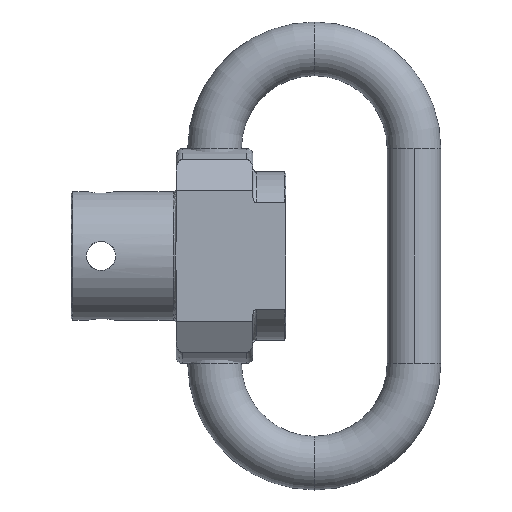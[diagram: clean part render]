
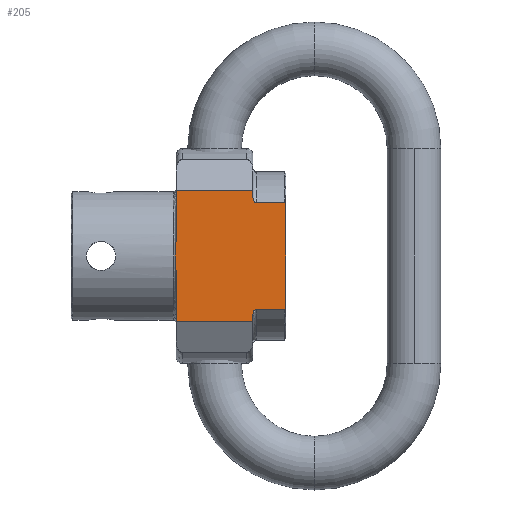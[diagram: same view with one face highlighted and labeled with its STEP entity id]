
A CAD part, front view. The second image highlights one B-rep face of the part: STEP entity #205.
In plain terms, the highlighted planar face has unit normal (0, -1, 0).
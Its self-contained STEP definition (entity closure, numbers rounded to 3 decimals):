
#205=ADVANCED_FACE('',(#434),#435,.T.);
#434=FACE_OUTER_BOUND('',#684,.T.);
#435=PLANE('',#685);
#684=EDGE_LOOP('',(#1238,#1239,#1240,#1241,#1242,#1243,#1244,#1245,#1246,#1247,#1248,#1249,#1250,#1251));
#685=AXIS2_PLACEMENT_3D('',#1252,#1253,#1254);
#1238=ORIENTED_EDGE('',*,*,#1691,.F.);
#1239=ORIENTED_EDGE('',*,*,#1663,.F.);
#1240=ORIENTED_EDGE('',*,*,#1640,.T.);
#1241=ORIENTED_EDGE('',*,*,#1643,.F.);
#1242=ORIENTED_EDGE('',*,*,#1482,.F.);
#1243=ORIENTED_EDGE('',*,*,#1692,.T.);
#1244=ORIENTED_EDGE('',*,*,#1632,.F.);
#1245=ORIENTED_EDGE('',*,*,#1491,.F.);
#1246=ORIENTED_EDGE('',*,*,#1487,.T.);
#1247=ORIENTED_EDGE('',*,*,#1685,.F.);
#1248=ORIENTED_EDGE('',*,*,#1693,.T.);
#1249=ORIENTED_EDGE('',*,*,#1676,.F.);
#1250=ORIENTED_EDGE('',*,*,#1636,.T.);
#1251=ORIENTED_EDGE('',*,*,#1655,.F.);
#1252=CARTESIAN_POINT('',(14.0,-4.25,-5.562));
#1253=DIRECTION('',(0.0,-1.0,0.0));
#1254=DIRECTION('',(0.0,0.0,-1.0));
#1482=EDGE_CURVE('',#1762,#1764,#1765,.T.);
#1487=EDGE_CURVE('',#1773,#1771,#1774,.T.);
#1491=EDGE_CURVE('',#1773,#1779,#1780,.T.);
#1632=EDGE_CURVE('',#1779,#1994,#1995,.T.);
#1636=EDGE_CURVE('',#2000,#1998,#2001,.T.);
#1640=EDGE_CURVE('',#2006,#2004,#2007,.T.);
#1643=EDGE_CURVE('',#1764,#2004,#2010,.T.);
#1655=EDGE_CURVE('',#2024,#1998,#2026,.T.);
#1663=EDGE_CURVE('',#2006,#2033,#2038,.T.);
#1676=EDGE_CURVE('',#2000,#2056,#2057,.T.);
#1685=EDGE_CURVE('',#2067,#1771,#2069,.T.);
#1691=EDGE_CURVE('',#2033,#2024,#2075,.T.);
#1692=EDGE_CURVE('',#1762,#1994,#2076,.T.);
#1693=EDGE_CURVE('',#2067,#2056,#2077,.T.);
#1762=VERTEX_POINT('',#2167);
#1764=VERTEX_POINT('',#2169);
#1765=B_SPLINE_CURVE_WITH_KNOTS('',3,(#2170,#2171,#2172,#2173),.UNSPECIFIED.,.F.,.F.,(4,4),(0.018,0.018),.UNSPECIFIED.);
#1771=VERTEX_POINT('',#2179);
#1773=VERTEX_POINT('',#2181);
#1774=B_SPLINE_CURVE_WITH_KNOTS('',3,(#2182,#2183,#2184,#2185,#2186,#2187,#2188,#2189,#2190,#2191),.UNSPECIFIED.,.F.,.F.,(4,2,2,2,4),(-0.075,-0.068,-0.06,-0.05,-0.037),.UNSPECIFIED.);
#1779=VERTEX_POINT('',#2197);
#1780=LINE('',#2198,#2199);
#1994=VERTEX_POINT('',#2926);
#1995=B_SPLINE_CURVE_WITH_KNOTS('',3,(#2927,#2928,#2929,#2930),.UNSPECIFIED.,.F.,.F.,(4,4),(0.01,0.01),.UNSPECIFIED.);
#1998=VERTEX_POINT('',#2933);
#2000=VERTEX_POINT('',#2935);
#2001=B_SPLINE_CURVE_WITH_KNOTS('',3,(#2936,#2937,#2938,#2939,#2940,#2941,#2942,#2943,#2944,#2945,#2946),.UNSPECIFIED.,.F.,.F.,(4,2,3,2,4),(0.585,0.62,0.692,0.764,0.799),.UNSPECIFIED.);
#2004=VERTEX_POINT('',#2949);
#2006=VERTEX_POINT('',#2951);
#2007=B_SPLINE_CURVE_WITH_KNOTS('',3,(#2952,#2953,#2954,#2955,#2956,#2957,#2958,#2959,#2960,#2961),.UNSPECIFIED.,.F.,.F.,(4,2,2,2,4),(-0.113,-0.1,-0.089,-0.081,-0.075),.UNSPECIFIED.);
#2010=LINE('',#2964,#2965);
#2024=VERTEX_POINT('',#2998);
#2026=LINE('',#3001,#3002);
#2033=VERTEX_POINT('',#3011);
#2038=LINE('',#3019,#3020);
#2056=VERTEX_POINT('',#3065);
#2057=LINE('',#3066,#3067);
#2067=VERTEX_POINT('',#3080);
#2069=LINE('',#3083,#3084);
#2075=LINE('',#3100,#3101);
#2076=LINE('',#3102,#3103);
#2077=LINE('',#3104,#3105);
#2167=CARTESIAN_POINT('',(14.0,-4.25,-3.331));
#2169=CARTESIAN_POINT('',(13.9,-4.25,-3.491));
#2170=CARTESIAN_POINT('',(14.0,-4.25,-3.331));
#2171=CARTESIAN_POINT('',(13.967,-4.25,-3.385));
#2172=CARTESIAN_POINT('',(13.934,-4.25,-3.438));
#2173=CARTESIAN_POINT('',(13.9,-4.25,-3.491));
#2179=CARTESIAN_POINT('',(11.85,-4.25,3.798));
#2181=CARTESIAN_POINT('',(12.05,-4.25,3.491));
#2182=CARTESIAN_POINT('',(12.05,-4.25,3.491));
#2183=CARTESIAN_POINT('',(12.029,-4.25,3.491));
#2184=CARTESIAN_POINT('',(12.004,-4.25,3.498));
#2185=CARTESIAN_POINT('',(11.961,-4.25,3.521));
#2186=CARTESIAN_POINT('',(11.937,-4.25,3.543));
#2187=CARTESIAN_POINT('',(11.899,-4.25,3.593));
#2188=CARTESIAN_POINT('',(11.881,-4.25,3.632));
#2189=CARTESIAN_POINT('',(11.857,-4.25,3.706));
#2190=CARTESIAN_POINT('',(11.85,-4.25,3.756));
#2191=CARTESIAN_POINT('',(11.85,-4.25,3.798));
#2197=CARTESIAN_POINT('',(13.9,-4.25,3.491));
#2198=CARTESIAN_POINT('',(14.0,-4.25,3.491));
#2199=VECTOR('',#3213,1000.0);
#2926=CARTESIAN_POINT('',(14.0,-4.25,3.331));
#2927=CARTESIAN_POINT('',(13.9,-4.25,3.491));
#2928=CARTESIAN_POINT('',(13.934,-4.25,3.438));
#2929=CARTESIAN_POINT('',(13.967,-4.25,3.385));
#2930=CARTESIAN_POINT('',(14.0,-4.25,3.331));
#2933=CARTESIAN_POINT('',(6.85,-4.25,-1.139));
#2935=CARTESIAN_POINT('',(6.85,-4.25,1.139));
#2936=CARTESIAN_POINT('',(6.85,-4.25,1.139));
#2937=CARTESIAN_POINT('',(6.85,-4.25,1.021));
#2938=CARTESIAN_POINT('',(6.842,-4.25,0.879));
#2939=CARTESIAN_POINT('',(6.813,-4.25,0.524));
#2940=CARTESIAN_POINT('',(6.782,-4.25,0.239));
#2941=CARTESIAN_POINT('',(6.782,-4.25,0.0));
#2942=CARTESIAN_POINT('',(6.782,-4.25,-0.239));
#2943=CARTESIAN_POINT('',(6.813,-4.25,-0.524));
#2944=CARTESIAN_POINT('',(6.842,-4.25,-0.879));
#2945=CARTESIAN_POINT('',(6.85,-4.25,-1.021));
#2946=CARTESIAN_POINT('',(6.85,-4.25,-1.139));
#2949=CARTESIAN_POINT('',(12.05,-4.25,-3.491));
#2951=CARTESIAN_POINT('',(11.85,-4.25,-3.798));
#2952=CARTESIAN_POINT('',(11.85,-4.25,-3.798));
#2953=CARTESIAN_POINT('',(11.85,-4.25,-3.756));
#2954=CARTESIAN_POINT('',(11.857,-4.25,-3.706));
#2955=CARTESIAN_POINT('',(11.881,-4.25,-3.632));
#2956=CARTESIAN_POINT('',(11.899,-4.25,-3.593));
#2957=CARTESIAN_POINT('',(11.937,-4.25,-3.543));
#2958=CARTESIAN_POINT('',(11.961,-4.25,-3.521));
#2959=CARTESIAN_POINT('',(12.004,-4.25,-3.498));
#2960=CARTESIAN_POINT('',(12.029,-4.25,-3.491));
#2961=CARTESIAN_POINT('',(12.05,-4.25,-3.491));
#2964=CARTESIAN_POINT('',(14.0,-4.25,-3.491));
#2965=VECTOR('',#3395,1000.0);
#2998=CARTESIAN_POINT('',(6.85,-4.25,-4.278));
#3001=CARTESIAN_POINT('',(6.85,-4.25,0.0));
#3002=VECTOR('',#3407,1000.0);
#3011=CARTESIAN_POINT('',(11.85,-4.25,-4.278));
#3019=CARTESIAN_POINT('',(11.85,-4.25,0.0));
#3020=VECTOR('',#3416,1000.0);
#3065=CARTESIAN_POINT('',(6.85,-4.25,4.278));
#3066=CARTESIAN_POINT('',(6.85,-4.25,0.0));
#3067=VECTOR('',#3423,1000.0);
#3080=CARTESIAN_POINT('',(11.85,-4.25,4.278));
#3083=CARTESIAN_POINT('',(11.85,-4.25,0.0));
#3084=VECTOR('',#3434,1000.0);
#3100=CARTESIAN_POINT('',(14.001,-4.25,-4.278));
#3101=VECTOR('',#3439,1000.0);
#3102=CARTESIAN_POINT('',(14.0,-4.25,-5.562));
#3103=VECTOR('',#3440,1000.0);
#3104=CARTESIAN_POINT('',(14.001,-4.25,4.278));
#3105=VECTOR('',#3441,1000.0);
#3213=DIRECTION('',(1.0,0.0,0.0));
#3395=DIRECTION('',(-1.0,0.0,0.0));
#3407=DIRECTION('',(0.0,0.0,1.0));
#3416=DIRECTION('',(0.0,0.0,-1.0));
#3423=DIRECTION('',(0.0,0.0,1.0));
#3434=DIRECTION('',(0.0,0.0,-1.0));
#3439=DIRECTION('',(-1.0,0.,0.0));
#3440=DIRECTION('',(0.0,0.0,1.0));
#3441=DIRECTION('',(-1.0,0.,0.0));
